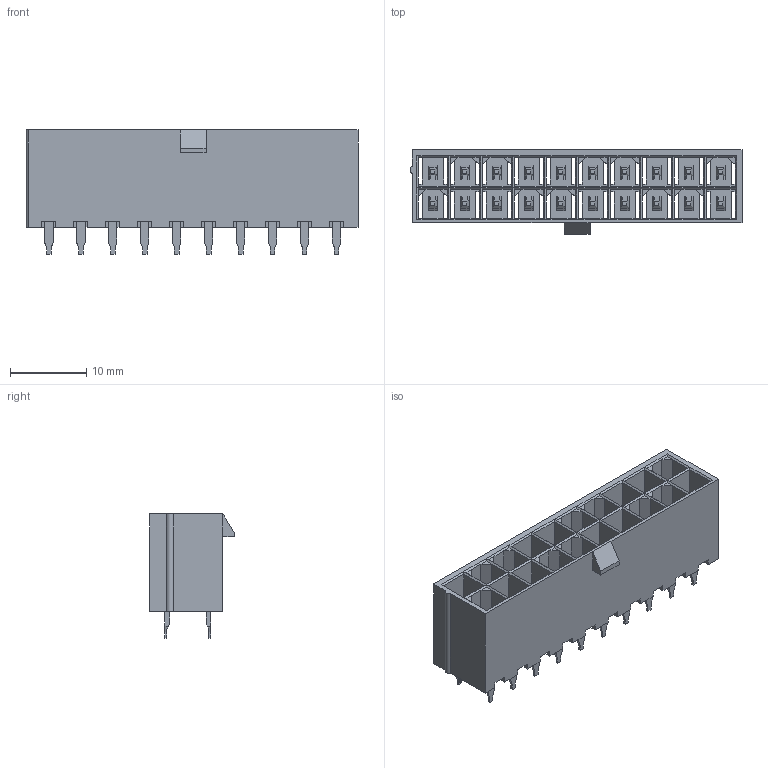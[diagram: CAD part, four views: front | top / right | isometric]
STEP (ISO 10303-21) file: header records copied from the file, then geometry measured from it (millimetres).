
FILE_DESCRIPTION(/* description */ ('Unknown'),/* implementation_level */ '2;1');
FILE_NAME(/* name */ '64902021122',/* time_stamp */ '2019-08-05T15:18:05+02:00',/* author */ ('Unknown'),/* organization */ ('Unknown'),/* preprocessor_version */ 'ST-DEVELOPER v16.7',/* originating_system */ 'DEX',/* authorisation */ $);
FILE_SCHEMA (('AUTOMOTIVE_DESIGN { 1 0 10303 214 3 1 1 }','AP242_MANAGED_MODEL_BASED_3D_ENGINEERING_MIM_LF { 1 0 10303 442 1 1 4 }','AUTOMOTIVE_DESIGN {1 0 10303 214 3 1 1}'));
Length unit declared in the file: millimetre
Products named in the file (3): 6490xx21122; 64902021122; 6490xx21122_PIN
Assembly tree (21 placements, depth 2):
  6490xx21122
    64902021122
    6490xx21122_PIN  x20
Bounding box: 43.6 x 11.1 x 16.3 mm (x, y, z)
Volume: 2388.7 mm3; surface area: 7590.2 mm2
Topology: 21 solids, 21 shells, 2403 faces, 6993 edges, 4553 vertices
Faces by surface type: plane 1842, cylinder 561
Entity records: 23207 total; most frequent: ORIENTED_EDGE 4182, CARTESIAN_POINT 4129, DIRECTION 3579, EDGE_CURVE 2091, LINE 2033, VECTOR 2033, VERTEX_POINT 1323, AXIS2_PLACEMENT_3D 773
